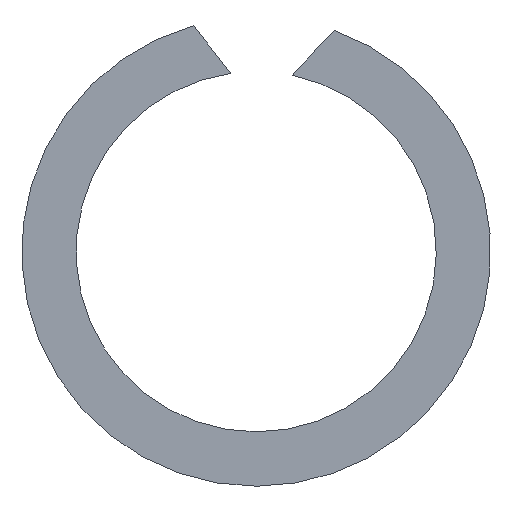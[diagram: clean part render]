
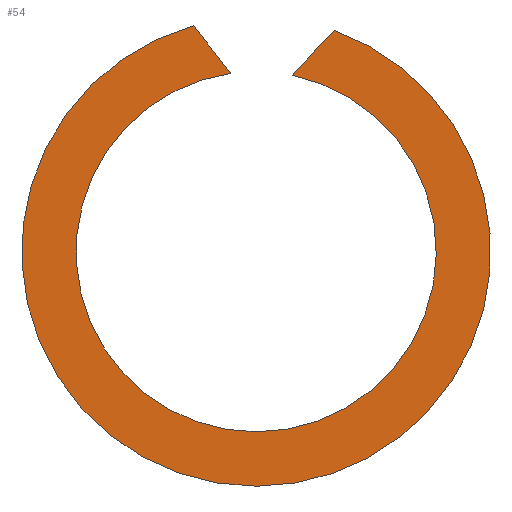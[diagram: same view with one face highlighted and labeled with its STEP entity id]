
A CAD part, front view. The second image highlights one B-rep face of the part: STEP entity #54.
In plain terms, the highlighted planar face has unit normal (0, -1, 0).
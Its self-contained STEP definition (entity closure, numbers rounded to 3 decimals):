
#1 = VERTEX_POINT ( 'NONE', #2 ) ;
#2 = CARTESIAN_POINT ( 'NONE',  ( -5.753, 0., 20.768 ) ) ;
#6 = CIRCLE ( 'NONE', #110, 21.55 ) ;
#16 = VERTEX_POINT ( 'NONE', #142 ) ;
#19 = ORIENTED_EDGE ( 'NONE', *, *, #104, .F. ) ;
#23 = CARTESIAN_POINT ( 'NONE',  ( 0., 0., 0. ) ) ;
#27 = LINE ( 'NONE', #124, #238 ) ;
#28 = CARTESIAN_POINT ( 'NONE',  ( 0., 0., 0. ) ) ;
#38 = ORIENTED_EDGE ( 'NONE', *, *, #260, .F. ) ;
#42 = DIRECTION ( 'NONE',  ( 0., 0., 1. ) ) ;
#43 = PLANE ( 'NONE',  #229 ) ;
#49 = CARTESIAN_POINT ( 'NONE',  ( 0., 0., 0. ) ) ;
#54 = ADVANCED_FACE ( 'NONE', ( #103 ), #43, .F. ) ;
#59 = CARTESIAN_POINT ( 'NONE',  ( 0., 0., 0. ) ) ;
#62 = CARTESIAN_POINT ( 'NONE',  ( -2.322, 0., 16.386 ) ) ;
#64 = DIRECTION ( 'NONE',  ( 0., 0., 1. ) ) ;
#68 = DIRECTION ( 'NONE',  ( 0., 0., 1. ) ) ;
#69 = CIRCLE ( 'NONE', #123, 21.55 ) ;
#76 = DIRECTION ( 'NONE',  ( 0., 0., 1. ) ) ;
#84 = LINE ( 'NONE', #169, #154 ) ;
#85 = CARTESIAN_POINT ( 'NONE',  ( 0., 0., -21.55 ) ) ;
#95 = VERTEX_POINT ( 'NONE', #120 ) ;
#96 = VERTEX_POINT ( 'NONE', #62 ) ;
#98 = DIRECTION ( 'NONE',  ( 0., 0., 1. ) ) ;
#100 = DIRECTION ( 'NONE',  ( 0., 1., 0. ) ) ;
#103 = FACE_OUTER_BOUND ( 'NONE', #240, .T. ) ;
#104 = EDGE_CURVE ( 'NONE', #16, #176, #69, .T. ) ;
#105 = DIRECTION ( 'NONE',  ( 0.617, 0., -0.787 ) ) ;
#110 = AXIS2_PLACEMENT_3D ( 'NONE', #49, #174, #68 ) ;
#120 = CARTESIAN_POINT ( 'NONE',  ( 0., 0., -16.55 ) ) ;
#122 = DIRECTION ( 'NONE',  ( 0.685, 0., 0.728 ) ) ;
#123 = AXIS2_PLACEMENT_3D ( 'NONE', #28, #225, #76 ) ;
#124 = CARTESIAN_POINT ( 'NONE',  ( 6.515, 0., 5.101 ) ) ;
#131 = VERTEX_POINT ( 'NONE', #167 ) ;
#137 = EDGE_CURVE ( 'NONE', #131, #95, #210, .T. ) ;
#142 = CARTESIAN_POINT ( 'NONE',  ( 7.157, 0., 20.327 ) ) ;
#147 = EDGE_CURVE ( 'NONE', #95, #96, #164, .T. ) ;
#148 = AXIS2_PLACEMENT_3D ( 'NONE', #59, #242, #64 ) ;
#154 = VECTOR ( 'NONE', #122, 1000. ) ;
#160 = ORIENTED_EDGE ( 'NONE', *, *, #147, .T. ) ;
#164 = CIRCLE ( 'NONE', #186, 16.55 ) ;
#166 = EDGE_CURVE ( 'NONE', #1, #96, #27, .T. ) ;
#167 = CARTESIAN_POINT ( 'NONE',  ( 3.294, 0., 16.219 ) ) ;
#169 = CARTESIAN_POINT ( 'NONE',  ( -6.346, 0., 5.968 ) ) ;
#174 = DIRECTION ( 'NONE',  ( 0., 1., 0. ) ) ;
#176 = VERTEX_POINT ( 'NONE', #85 ) ;
#186 = AXIS2_PLACEMENT_3D ( 'NONE', #205, #187, #42 ) ;
#187 = DIRECTION ( 'NONE',  ( 0., 1., 0. ) ) ;
#197 = ORIENTED_EDGE ( 'NONE', *, *, #166, .F. ) ;
#205 = CARTESIAN_POINT ( 'NONE',  ( 0., 0., 0. ) ) ;
#209 = EDGE_CURVE ( 'NONE', #131, #16, #84, .T. ) ;
#210 = CIRCLE ( 'NONE', #148, 16.55 ) ;
#215 = ORIENTED_EDGE ( 'NONE', *, *, #209, .F. ) ;
#219 = ORIENTED_EDGE ( 'NONE', *, *, #137, .T. ) ;
#225 = DIRECTION ( 'NONE',  ( 0., 1., 0. ) ) ;
#229 = AXIS2_PLACEMENT_3D ( 'NONE', #23, #100, #98 ) ;
#238 = VECTOR ( 'NONE', #105, 1000. ) ;
#240 = EDGE_LOOP ( 'NONE', ( #197, #38, #19, #215, #219, #160 ) ) ;
#242 = DIRECTION ( 'NONE',  ( 0., 1., 0. ) ) ;
#260 = EDGE_CURVE ( 'NONE', #176, #1, #6, .T. ) ;
